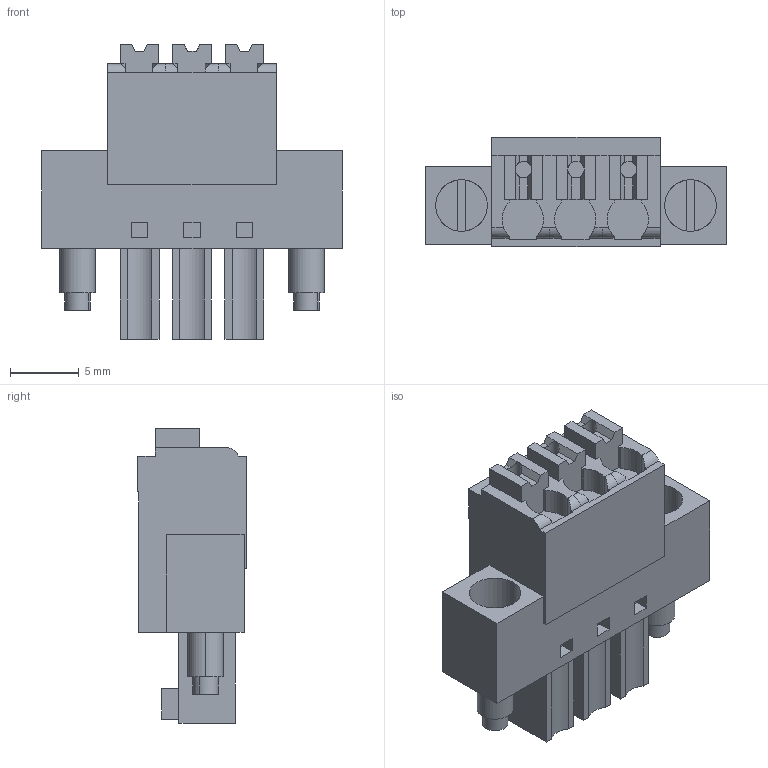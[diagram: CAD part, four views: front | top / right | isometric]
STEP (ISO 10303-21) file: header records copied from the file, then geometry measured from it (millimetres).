
FILE_DESCRIPTION(('CATIA V5 STEP Exchange','CAx-IF Rec.Pracs.--- Model Styling and Organization---1.2---2011-12-15'),'2;1');
FILE_NAME ('D1460722_0', '2017-07-25T13:17:47+00:00', ('none'), ('Weidmueller'), 'CATIA Version 5-6 Release 2014', 'CATIA V5 STEP AP214', 'none');
FILE_SCHEMA(('AUTOMOTIVE_DESIGN { 1 0 10303 214 1 1 1 1 }'));
Length unit declared in the file: millimetre
Products named in the file (1): 1971570000
Bounding box: 21.82 x 7.9 x 21.4 mm (x, y, z)
Volume: 1770.9 mm3; surface area: 1908.5 mm2
Topology: 6 solids, 6 shells, 237 faces, 613 edges, 406 vertices
Faces by surface type: plane 181, cylinder 56
Entity records: 7255 total; most frequent: CARTESIAN_POINT 1442, ORIENTED_EDGE 1226, DIRECTION 961, EDGE_CURVE 613, VECTOR 471, LINE 471, VERTEX_POINT 406, AXIS2_PLACEMENT_3D 302
